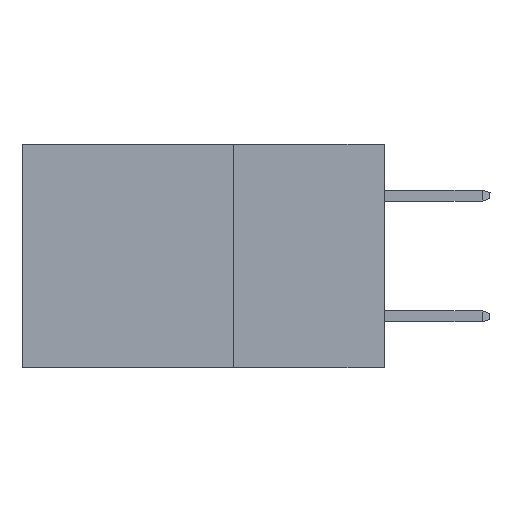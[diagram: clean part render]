
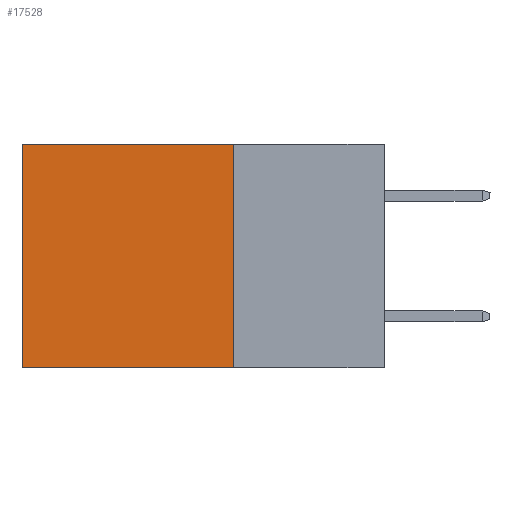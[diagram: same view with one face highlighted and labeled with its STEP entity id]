
A CAD part, left-side view. The second image highlights one B-rep face of the part: STEP entity #17528.
In plain terms, the highlighted planar face has unit normal (-1, 0, 0).
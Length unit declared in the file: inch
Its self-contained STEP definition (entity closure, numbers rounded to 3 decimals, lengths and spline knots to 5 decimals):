
#26 = VERTEX_POINT ( 'NONE', #28958 ) ;
#1964 = LINE ( 'NONE', #20860, #13566 ) ;
#4607 = DIRECTION ( 'NONE',  ( 0., 0., -1. ) ) ;
#5408 = DIRECTION ( 'NONE',  ( 0., 0., -1. ) ) ;
#5877 = EDGE_CURVE ( 'NONE', #16583, #26, #23103, .T. ) ;
#6357 = AXIS2_PLACEMENT_3D ( 'NONE', #11618, #24199, #31611 ) ;
#8241 = VECTOR ( 'NONE', #12915, 39.37008 ) ;
#10021 = VECTOR ( 'NONE', #5408, 39.37008 ) ;
#10292 = ORIENTED_EDGE ( 'NONE', *, *, #12567, .F. ) ;
#11405 = CARTESIAN_POINT ( 'NONE',  ( 0.298, 0.25, 0. ) ) ;
#11618 = CARTESIAN_POINT ( 'NONE',  ( 0.298, 0.25, 0. ) ) ;
#12209 = EDGE_CURVE ( 'NONE', #16583, #31414, #28661, .T. ) ;
#12567 = EDGE_CURVE ( 'NONE', #26, #17367, #13621, .T. ) ;
#12915 = DIRECTION ( 'NONE',  ( 0., 1., 0. ) ) ;
#13139 = CARTESIAN_POINT ( 'NONE',  ( 0.298, 0.25, 0. ) ) ;
#13566 = VECTOR ( 'NONE', #4607, 39.37008 ) ;
#13621 = LINE ( 'NONE', #26300, #28259 ) ;
#13789 = CARTESIAN_POINT ( 'NONE',  ( 0.298, 0.6, -0.37 ) ) ;
#15901 = ORIENTED_EDGE ( 'NONE', *, *, #12209, .T. ) ;
#16347 = DIRECTION ( 'NONE',  ( 0., 1., 0. ) ) ;
#16583 = VERTEX_POINT ( 'NONE', #11405 ) ;
#17367 = VERTEX_POINT ( 'NONE', #13789 ) ;
#17528 = ADVANCED_FACE ( 'NONE', ( #19175 ), #26373, .F. ) ;
#18260 = CARTESIAN_POINT ( 'NONE',  ( 0.298, 0.6, 0. ) ) ;
#19175 = FACE_OUTER_BOUND ( 'NONE', #29741, .T. ) ;
#19503 = ORIENTED_EDGE ( 'NONE', *, *, #5877, .F. ) ;
#19711 = CARTESIAN_POINT ( 'NONE',  ( 0.298, 0.25, 0. ) ) ;
#20860 = CARTESIAN_POINT ( 'NONE',  ( 0.298, 0.6, 0. ) ) ;
#23103 = LINE ( 'NONE', #19711, #10021 ) ;
#24199 = DIRECTION ( 'NONE',  ( 1., 0., 0. ) ) ;
#26300 = CARTESIAN_POINT ( 'NONE',  ( 0.298, 0.25, -0.37 ) ) ;
#26373 = PLANE ( 'NONE',  #6357 ) ;
#28259 = VECTOR ( 'NONE', #16347, 39.37008 ) ;
#28661 = LINE ( 'NONE', #13139, #8241 ) ;
#28958 = CARTESIAN_POINT ( 'NONE',  ( 0.298, 0.25, -0.37 ) ) ;
#29741 = EDGE_LOOP ( 'NONE', ( #30818, #10292, #19503, #15901 ) ) ;
#30188 = EDGE_CURVE ( 'NONE', #31414, #17367, #1964, .T. ) ;
#30818 = ORIENTED_EDGE ( 'NONE', *, *, #30188, .T. ) ;
#31414 = VERTEX_POINT ( 'NONE', #18260 ) ;
#31611 = DIRECTION ( 'NONE',  ( 0., 0., -1. ) ) ;
